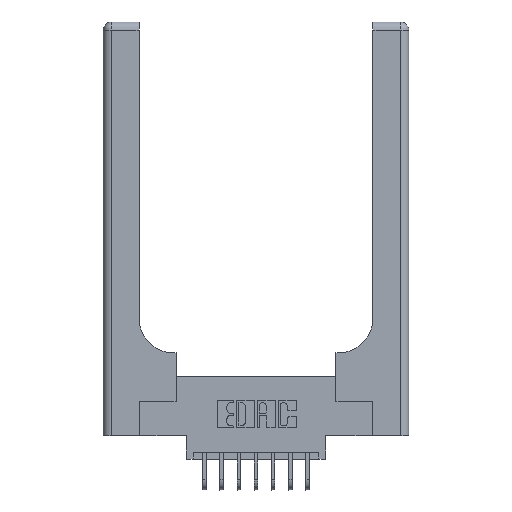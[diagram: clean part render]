
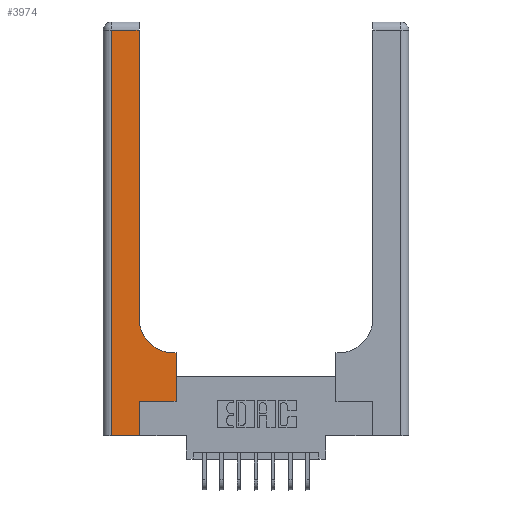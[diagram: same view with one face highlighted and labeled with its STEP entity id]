
A CAD part, top view. The second image highlights one B-rep face of the part: STEP entity #3974.
In plain terms, the highlighted planar face has unit normal (0, 0, 1).
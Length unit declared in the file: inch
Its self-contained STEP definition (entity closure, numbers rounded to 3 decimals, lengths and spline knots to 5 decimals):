
#922 = ORIENTED_EDGE ( 'NONE', *, *, #14593, .T. ) ;
#1143 = CARTESIAN_POINT ( 'NONE',  ( 0.26, 2.94, 0.37 ) ) ;
#1410 = CARTESIAN_POINT ( 'NONE',  ( 0.06, 3., 0.37 ) ) ;
#1931 = VERTEX_POINT ( 'NONE', #12905 ) ;
#2321 = LINE ( 'NONE', #13906, #4430 ) ;
#2369 = VERTEX_POINT ( 'NONE', #9057 ) ;
#2497 = ORIENTED_EDGE ( 'NONE', *, *, #13205, .T. ) ;
#2533 = DIRECTION ( 'NONE',  ( 1., 0., 0. ) ) ;
#2536 = DIRECTION ( 'NONE',  ( -1., 0., 0. ) ) ;
#2666 = ORIENTED_EDGE ( 'NONE', *, *, #15099, .T. ) ;
#3104 = FACE_OUTER_BOUND ( 'NONE', #11965, .T. ) ;
#3242 = CARTESIAN_POINT ( 'NONE',  ( 0.528, 0.25, 0.37 ) ) ;
#3495 = DIRECTION ( 'NONE',  ( 1., 0., 0. ) ) ;
#3601 = CARTESIAN_POINT ( 'NONE',  ( 0.265, 0., 0.37 ) ) ;
#3668 = CIRCLE ( 'NONE', #13443, 0.25 ) ;
#3874 = ORIENTED_EDGE ( 'NONE', *, *, #7262, .T. ) ;
#3974 = ADVANCED_FACE ( 'NONE', ( #3104 ), #13243, .F. ) ;
#3977 = LINE ( 'NONE', #1410, #13720 ) ;
#4105 = LINE ( 'NONE', #14970, #16751 ) ;
#4430 = VECTOR ( 'NONE', #5913, 39.37008 ) ;
#4948 = LINE ( 'NONE', #11570, #6338 ) ;
#4986 = EDGE_CURVE ( 'NONE', #11829, #11091, #3668, .T. ) ;
#5367 = VERTEX_POINT ( 'NONE', #15461 ) ;
#5662 = DIRECTION ( 'NONE',  ( -1., 0., 0. ) ) ;
#5866 = DIRECTION ( 'NONE',  ( 1., 0., 0. ) ) ;
#5913 = DIRECTION ( 'NONE',  ( 0., 1., 0. ) ) ;
#6338 = VECTOR ( 'NONE', #2536, 39.37008 ) ;
#6466 = VERTEX_POINT ( 'NONE', #11269 ) ;
#6607 = DIRECTION ( 'NONE',  ( 0., -1., 0. ) ) ;
#6609 = VECTOR ( 'NONE', #12827, 39.37008 ) ;
#6788 = CARTESIAN_POINT ( 'NONE',  ( 0.265, 0.25, 0.37 ) ) ;
#7262 = EDGE_CURVE ( 'NONE', #1931, #5367, #4105, .T. ) ;
#7634 = LINE ( 'NONE', #9315, #6609 ) ;
#7765 = ORIENTED_EDGE ( 'NONE', *, *, #16454, .T. ) ;
#7866 = ORIENTED_EDGE ( 'NONE', *, *, #10426, .T. ) ;
#7925 = CARTESIAN_POINT ( 'NONE',  ( 0.265, 0.25, 0.37 ) ) ;
#8923 = CARTESIAN_POINT ( 'NONE',  ( 0.26, 0.85, 0.37 ) ) ;
#8978 = AXIS2_PLACEMENT_3D ( 'NONE', #10685, #9578, #5662 ) ;
#9016 = DIRECTION ( 'NONE',  ( 0., 0., -1. ) ) ;
#9057 = CARTESIAN_POINT ( 'NONE',  ( 0.06, 2.94, 0.37 ) ) ;
#9315 = CARTESIAN_POINT ( 'NONE',  ( 0.26, 0.6, 0.37 ) ) ;
#9578 = DIRECTION ( 'NONE',  ( 0., 0., -1. ) ) ;
#9700 = ORIENTED_EDGE ( 'NONE', *, *, #11255, .T. ) ;
#10043 = ORIENTED_EDGE ( 'NONE', *, *, #10938, .T. ) ;
#10162 = VECTOR ( 'NONE', #10522, 39.37008 ) ;
#10426 = EDGE_CURVE ( 'NONE', #5367, #13298, #14142, .T. ) ;
#10522 = DIRECTION ( 'NONE',  ( 0., 1., 0. ) ) ;
#10608 = CARTESIAN_POINT ( 'NONE',  ( 0.528, 0.25, 0.37 ) ) ;
#10685 = CARTESIAN_POINT ( 'NONE',  ( 0., 3., 0.37 ) ) ;
#10938 = EDGE_CURVE ( 'NONE', #13298, #14571, #13094, .T. ) ;
#11091 = VERTEX_POINT ( 'NONE', #8923 ) ;
#11255 = EDGE_CURVE ( 'NONE', #14571, #6466, #16816, .T. ) ;
#11269 = CARTESIAN_POINT ( 'NONE',  ( 0.528, 0.6, 0.37 ) ) ;
#11329 = DIRECTION ( 'NONE',  ( 0., 1., 0. ) ) ;
#11344 = VECTOR ( 'NONE', #11329, 39.37008 ) ;
#11570 = CARTESIAN_POINT ( 'NONE',  ( 0., 2.94, 0.37 ) ) ;
#11829 = VERTEX_POINT ( 'NONE', #14569 ) ;
#11965 = EDGE_LOOP ( 'NONE', ( #2497, #922, #7765, #3874, #7866, #10043, #9700, #2666, #12417 ) ) ;
#12417 = ORIENTED_EDGE ( 'NONE', *, *, #4986, .T. ) ;
#12827 = DIRECTION ( 'NONE',  ( -1., 0., 0. ) ) ;
#12905 = CARTESIAN_POINT ( 'NONE',  ( 0.06, 0., 0.37 ) ) ;
#13094 = LINE ( 'NONE', #6788, #15182 ) ;
#13205 = EDGE_CURVE ( 'NONE', #11091, #13882, #2321, .T. ) ;
#13243 = PLANE ( 'NONE',  #8978 ) ;
#13298 = VERTEX_POINT ( 'NONE', #7925 ) ;
#13443 = AXIS2_PLACEMENT_3D ( 'NONE', #15162, #9016, #3495 ) ;
#13720 = VECTOR ( 'NONE', #6607, 39.37008 ) ;
#13882 = VERTEX_POINT ( 'NONE', #1143 ) ;
#13906 = CARTESIAN_POINT ( 'NONE',  ( 0.26, 3., 0.37 ) ) ;
#14142 = LINE ( 'NONE', #3601, #11344 ) ;
#14569 = CARTESIAN_POINT ( 'NONE',  ( 0.51, 0.6, 0.37 ) ) ;
#14571 = VERTEX_POINT ( 'NONE', #3242 ) ;
#14593 = EDGE_CURVE ( 'NONE', #13882, #2369, #4948, .T. ) ;
#14970 = CARTESIAN_POINT ( 'NONE',  ( 0., 0., 0.37 ) ) ;
#15099 = EDGE_CURVE ( 'NONE', #6466, #11829, #7634, .T. ) ;
#15162 = CARTESIAN_POINT ( 'NONE',  ( 0.51, 0.85, 0.37 ) ) ;
#15182 = VECTOR ( 'NONE', #2533, 39.37008 ) ;
#15461 = CARTESIAN_POINT ( 'NONE',  ( 0.265, 0., 0.37 ) ) ;
#16454 = EDGE_CURVE ( 'NONE', #2369, #1931, #3977, .T. ) ;
#16751 = VECTOR ( 'NONE', #5866, 39.37008 ) ;
#16816 = LINE ( 'NONE', #10608, #10162 ) ;
